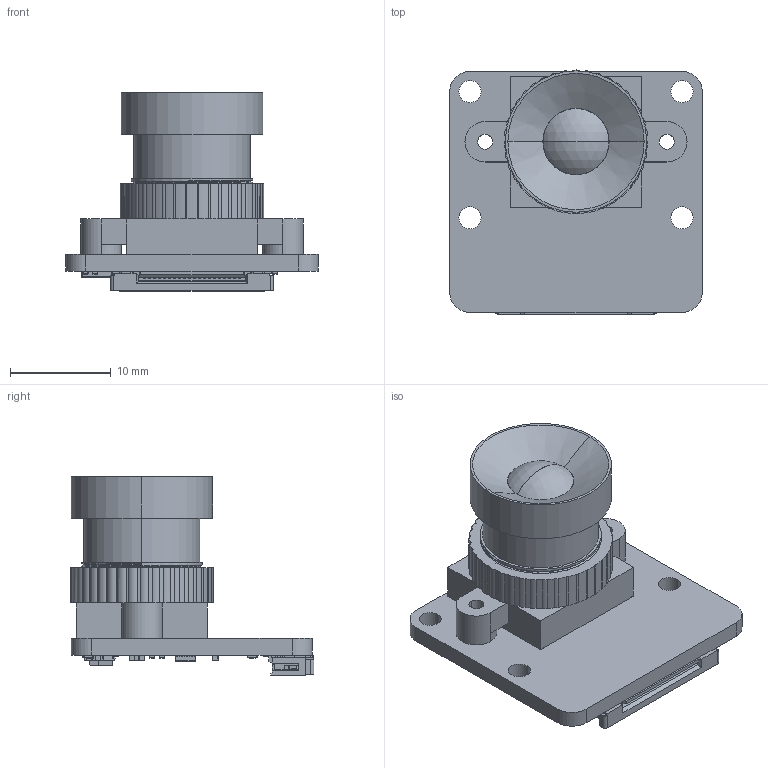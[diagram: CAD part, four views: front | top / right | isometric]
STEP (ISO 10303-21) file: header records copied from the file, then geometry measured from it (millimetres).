
FILE_DESCRIPTION (( 'STEP AP214' ), '1' );
FILE_NAME ('UC-737(×°Åä).STEP', '2021-01-21T07:59:27', ( '' ), ( '' ), 'SwSTEP 2.0', 'SolidWorks 2020', '' );
FILE_SCHEMA (( 'AUTOMOTIVE_DESIGN' ));
Length unit declared in the file: millimetre
Products named in the file (4): UC-737(蚾饜); 孔距18mm 总高7mm（3.5+3.5）塑料; UC-737; 噩芛
Assembly tree (3 placements, depth 2):
  UC-737(蚾饜)
    UC-737
    孔距18mm 总高7mm（3.5+3.5）塑料
    噩芛
Bounding box: 25 x 24.16 x 19.66 mm (x, y, z)
Volume: 2753 mm3; surface area: 4273.3 mm2
Topology: 69 solids, 71 shells, 1963 faces, 5122 edges, 3294 vertices
Faces by surface type: plane 1593, cylinder 327, bspline 25, sphere 12, torus 4, cone 2
Entity records: 83526 total; most frequent: CARTESIAN_POINT 15514, ORIENTED_EDGE 10196, DIRECTION 9415, EDGE_CURVE 5098, LINE 4369, VECTOR 4369, VERTEX_POINT 3294, AXIS2_PLACEMENT_3D 2523
